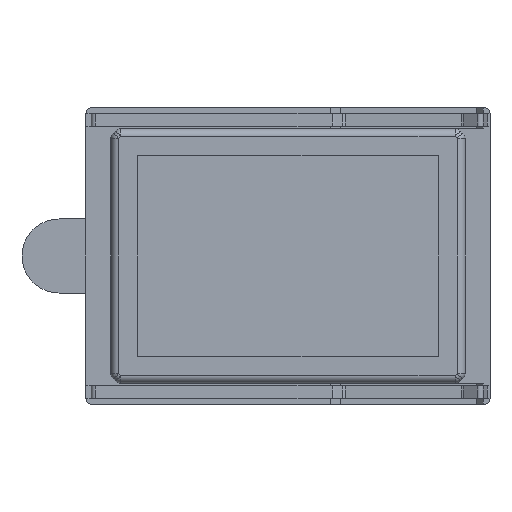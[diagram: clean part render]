
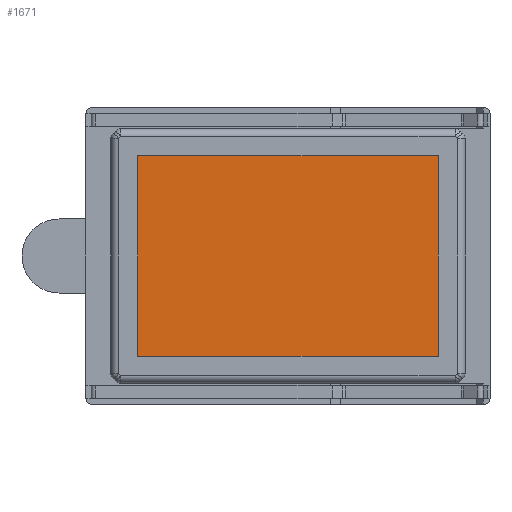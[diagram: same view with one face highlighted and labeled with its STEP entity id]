
A CAD part, front view. The second image highlights one B-rep face of the part: STEP entity #1671.
In plain terms, the highlighted planar face has unit normal (0, -1, 0).
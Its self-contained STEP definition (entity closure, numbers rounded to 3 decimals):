
#18 = CARTESIAN_POINT ( 'NONE',  ( -5.575, -3.4, -3.725 ) ) ;
#113 = ORIENTED_EDGE ( 'NONE', *, *, #1308, .T. ) ;
#230 = LINE ( 'NONE', #355, #2208 ) ;
#287 = ORIENTED_EDGE ( 'NONE', *, *, #2680, .T. ) ;
#355 = CARTESIAN_POINT ( 'NONE',  ( 5.575, -3.4, 3.725 ) ) ;
#535 = VECTOR ( 'NONE', #2053, 1000. ) ;
#742 = EDGE_CURVE ( 'NONE', #3427, #2291, #1529, .T. ) ;
#811 = VECTOR ( 'NONE', #3492, 1000. ) ;
#937 = CARTESIAN_POINT ( 'NONE',  ( 5.575, -3.4, -3.725 ) ) ;
#966 = CARTESIAN_POINT ( 'NONE',  ( 0., -3.4, 0. ) ) ;
#1308 = EDGE_CURVE ( 'NONE', #4173, #3427, #2789, .T. ) ;
#1393 = AXIS2_PLACEMENT_3D ( 'NONE', #966, #4689, #2444 ) ;
#1457 = DIRECTION ( 'NONE',  ( -1., 0., 0. ) ) ;
#1529 = LINE ( 'NONE', #937, #535 ) ;
#1565 = CARTESIAN_POINT ( 'NONE',  ( 5.575, -3.4, -3.725 ) ) ;
#1671 = ADVANCED_FACE ( 'NONE', ( #4022 ), #1711, .T. ) ;
#1711 = PLANE ( 'NONE',  #1393 ) ;
#1913 = LINE ( 'NONE', #4239, #811 ) ;
#1915 = CARTESIAN_POINT ( 'NONE',  ( -5.575, -3.4, -3.725 ) ) ;
#1984 = VERTEX_POINT ( 'NONE', #4168 ) ;
#2053 = DIRECTION ( 'NONE',  ( 0., 0., 1. ) ) ;
#2121 = EDGE_CURVE ( 'NONE', #1984, #4173, #1913, .T. ) ;
#2208 = VECTOR ( 'NONE', #1457, 1000. ) ;
#2279 = DIRECTION ( 'NONE',  ( 1., 0., 0. ) ) ;
#2291 = VERTEX_POINT ( 'NONE', #4764 ) ;
#2444 = DIRECTION ( 'NONE',  ( 0., 0., -1. ) ) ;
#2631 = ORIENTED_EDGE ( 'NONE', *, *, #2121, .T. ) ;
#2680 = EDGE_CURVE ( 'NONE', #2291, #1984, #230, .T. ) ;
#2789 = LINE ( 'NONE', #1915, #4676 ) ;
#3427 = VERTEX_POINT ( 'NONE', #1565 ) ;
#3473 = ORIENTED_EDGE ( 'NONE', *, *, #742, .T. ) ;
#3492 = DIRECTION ( 'NONE',  ( 0., 0., -1. ) ) ;
#3828 = EDGE_LOOP ( 'NONE', ( #3473, #287, #2631, #113 ) ) ;
#4022 = FACE_OUTER_BOUND ( 'NONE', #3828, .T. ) ;
#4168 = CARTESIAN_POINT ( 'NONE',  ( -5.575, -3.4, 3.725 ) ) ;
#4173 = VERTEX_POINT ( 'NONE', #18 ) ;
#4239 = CARTESIAN_POINT ( 'NONE',  ( -5.575, -3.4, 3.725 ) ) ;
#4676 = VECTOR ( 'NONE', #2279, 1000. ) ;
#4689 = DIRECTION ( 'NONE',  ( 0., -1., 0. ) ) ;
#4764 = CARTESIAN_POINT ( 'NONE',  ( 5.575, -3.4, 3.725 ) ) ;
